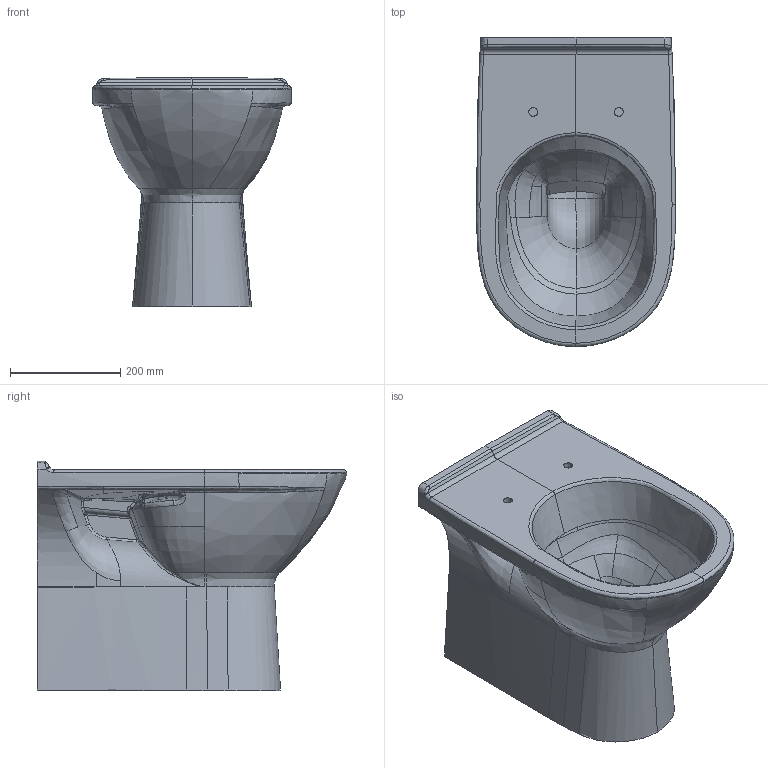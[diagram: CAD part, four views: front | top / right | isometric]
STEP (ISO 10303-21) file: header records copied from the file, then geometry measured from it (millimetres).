
FILE_DESCRIPTION(/* description */ (''),/* implementation_level */ '2;1');
FILE_NAME(/* name */ '565710_O.novo_STWC.stp',/* time_stamp */ '2019-03-06T08:18:51+01:00',/* author */ (''),/* organization */ (''),/* preprocessor_version */ 'ST-DEVELOPER v16',/* originating_system */ 'SIEMENS PLM Software NX 10.0',/* authorisation */ '');
FILE_SCHEMA (('AUTOMOTIVE_DESIGN { 1 0 10303 214 3 1 1 1 }'));
Products named in the file (1): Sier110CA651xnak
Bounding box: 360.05 x 560.01 x 415 mm (x, y, z)
Volume: 25542267.8 mm3; surface area: 1119468.1 mm2
Topology: 1 solids, 1 shells, 317 faces, 878 edges, 558 vertices
Faces by surface type: bspline 280, plane 15, extrusion 10, sphere 6, cylinder 6
Entity records: 39631 total; most frequent: CARTESIAN_POINT 34388, ORIENTED_EDGE 1738, EDGE_CURVE 869, B_SPLINE_CURVE_WITH_KNOTS 750, VERTEX_POINT 558, EDGE_LOOP 321, ADVANCED_FACE 317, FACE_OUTER_BOUND 313
